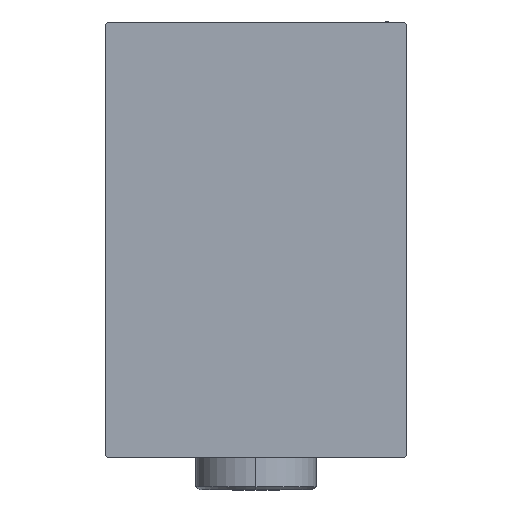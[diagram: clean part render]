
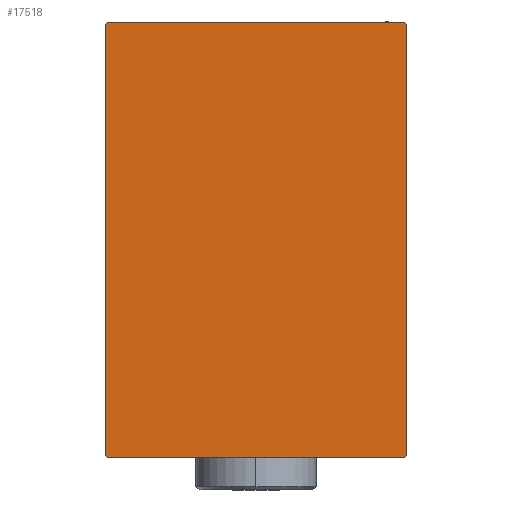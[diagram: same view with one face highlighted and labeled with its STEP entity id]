
A CAD part, left-side view. The second image highlights one B-rep face of the part: STEP entity #17518.
In plain terms, the highlighted face is planar.
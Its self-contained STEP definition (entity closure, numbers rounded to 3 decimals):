
#1747 = VECTOR ( 'NONE', #22461, 1000. ) ;
#1817 = CARTESIAN_POINT ( 'NONE',  ( 70., -22.5, -32.5 ) ) ;
#3886 = ORIENTED_EDGE ( 'NONE', *, *, #26176, .T. ) ;
#4075 = VERTEX_POINT ( 'NONE', #7060 ) ;
#4279 = VECTOR ( 'NONE', #25916, 1000. ) ;
#4467 = VECTOR ( 'NONE', #32430, 1000. ) ;
#6609 = CARTESIAN_POINT ( 'NONE',  ( 70., 22.5, -32.2 ) ) ;
#6920 = CARTESIAN_POINT ( 'NONE',  ( 70., -27.35, -27.35 ) ) ;
#7060 = CARTESIAN_POINT ( 'NONE',  ( 70., -22.5, 32.2 ) ) ;
#8186 = CARTESIAN_POINT ( 'NONE',  ( 70., -27.35, 27.35 ) ) ;
#8584 = EDGE_CURVE ( 'NONE', #42684, #14623, #43777, .T. ) ;
#9659 = CARTESIAN_POINT ( 'NONE',  ( 70., 22.5, -32.5 ) ) ;
#9893 = ORIENTED_EDGE ( 'NONE', *, *, #24442, .T. ) ;
#10539 = EDGE_CURVE ( 'NONE', #4075, #12306, #15685, .T. ) ;
#10646 = ORIENTED_EDGE ( 'NONE', *, *, #14074, .T. ) ;
#10692 = DIRECTION ( 'NONE',  ( 0., -0.707, -0.707 ) ) ;
#11002 = AXIS2_PLACEMENT_3D ( 'NONE', #30766, #41141, #34161 ) ;
#11071 = VECTOR ( 'NONE', #33774, 1000. ) ;
#12306 = VERTEX_POINT ( 'NONE', #21136 ) ;
#14069 = LINE ( 'NONE', #8186, #39836 ) ;
#14074 = EDGE_CURVE ( 'NONE', #12306, #33126, #27407, .T. ) ;
#14623 = VERTEX_POINT ( 'NONE', #30981 ) ;
#14982 = EDGE_CURVE ( 'NONE', #33696, #22577, #22492, .T. ) ;
#15685 = LINE ( 'NONE', #22875, #18279 ) ;
#16134 = DIRECTION ( 'NONE',  ( 0., 0., -1. ) ) ;
#17518 = ADVANCED_FACE ( 'NONE', ( #33929 ), #26941, .T. ) ;
#18193 = ORIENTED_EDGE ( 'NONE', *, *, #14982, .T. ) ;
#18279 = VECTOR ( 'NONE', #16134, 1000. ) ;
#19684 = VERTEX_POINT ( 'NONE', #21841 ) ;
#20240 = LINE ( 'NONE', #9659, #11071 ) ;
#20611 = EDGE_CURVE ( 'NONE', #22577, #42684, #20240, .T. ) ;
#21136 = CARTESIAN_POINT ( 'NONE',  ( 70., -22.5, -32.2 ) ) ;
#21841 = CARTESIAN_POINT ( 'NONE',  ( 70., -22.2, 32.5 ) ) ;
#22461 = DIRECTION ( 'NONE',  ( 0., -1., 0. ) ) ;
#22492 = LINE ( 'NONE', #40309, #4467 ) ;
#22577 = VERTEX_POINT ( 'NONE', #6609 ) ;
#22758 = LINE ( 'NONE', #1817, #4279 ) ;
#22797 = CARTESIAN_POINT ( 'NONE',  ( 70., 27.35, 27.35 ) ) ;
#22875 = CARTESIAN_POINT ( 'NONE',  ( 70., -22.5, 32.5 ) ) ;
#23710 = ORIENTED_EDGE ( 'NONE', *, *, #44072, .T. ) ;
#24442 = EDGE_CURVE ( 'NONE', #19684, #4075, #14069, .T. ) ;
#24692 = ORIENTED_EDGE ( 'NONE', *, *, #10539, .T. ) ;
#25916 = DIRECTION ( 'NONE',  ( 0., 1., 0. ) ) ;
#26176 = EDGE_CURVE ( 'NONE', #14623, #19684, #42991, .T. ) ;
#26941 = PLANE ( 'NONE',  #11002 ) ;
#27407 = LINE ( 'NONE', #6920, #38246 ) ;
#28791 = CARTESIAN_POINT ( 'NONE',  ( 70., 22.5, 32.5 ) ) ;
#30766 = CARTESIAN_POINT ( 'NONE',  ( 70., 0., 0. ) ) ;
#30981 = CARTESIAN_POINT ( 'NONE',  ( 70., 22.2, 32.5 ) ) ;
#31241 = DIRECTION ( 'NONE',  ( 0., 0.707, -0.707 ) ) ;
#32430 = DIRECTION ( 'NONE',  ( 0., 0.707, 0.707 ) ) ;
#32582 = VECTOR ( 'NONE', #32961, 1000. ) ;
#32768 = ORIENTED_EDGE ( 'NONE', *, *, #20611, .T. ) ;
#32961 = DIRECTION ( 'NONE',  ( 0., -0.707, 0.707 ) ) ;
#33126 = VERTEX_POINT ( 'NONE', #42138 ) ;
#33696 = VERTEX_POINT ( 'NONE', #43842 ) ;
#33774 = DIRECTION ( 'NONE',  ( 0., 0., 1. ) ) ;
#33929 = FACE_OUTER_BOUND ( 'NONE', #39270, .T. ) ;
#34161 = DIRECTION ( 'NONE',  ( 0., 0., -1. ) ) ;
#37090 = ORIENTED_EDGE ( 'NONE', *, *, #8584, .T. ) ;
#38019 = CARTESIAN_POINT ( 'NONE',  ( 70., 22.5, 32.2 ) ) ;
#38246 = VECTOR ( 'NONE', #31241, 1000. ) ;
#39270 = EDGE_LOOP ( 'NONE', ( #23710, #18193, #32768, #37090, #3886, #9893, #24692, #10646 ) ) ;
#39836 = VECTOR ( 'NONE', #10692, 1000. ) ;
#40309 = CARTESIAN_POINT ( 'NONE',  ( 70., 27.35, -27.35 ) ) ;
#41141 = DIRECTION ( 'NONE',  ( 1., 0., 0. ) ) ;
#42138 = CARTESIAN_POINT ( 'NONE',  ( 70., -22.2, -32.5 ) ) ;
#42684 = VERTEX_POINT ( 'NONE', #38019 ) ;
#42991 = LINE ( 'NONE', #28791, #1747 ) ;
#43777 = LINE ( 'NONE', #22797, #32582 ) ;
#43842 = CARTESIAN_POINT ( 'NONE',  ( 70., 22.2, -32.5 ) ) ;
#44072 = EDGE_CURVE ( 'NONE', #33126, #33696, #22758, .T. ) ;
